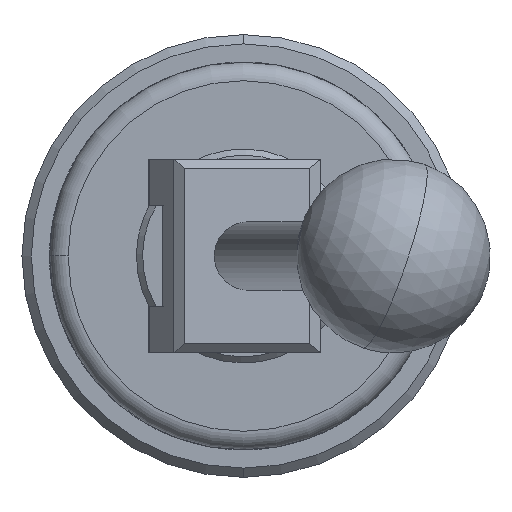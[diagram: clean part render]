
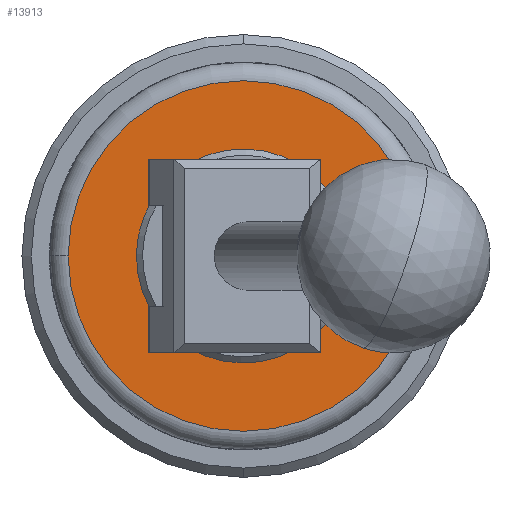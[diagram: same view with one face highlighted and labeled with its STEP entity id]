
A CAD part, front view. The second image highlights one B-rep face of the part: STEP entity #13913.
In plain terms, the highlighted planar face has unit normal (0, -1, 0).
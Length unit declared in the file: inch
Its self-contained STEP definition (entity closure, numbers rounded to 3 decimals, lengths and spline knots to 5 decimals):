
#121 = DIRECTION ( 'NONE',  ( 1., 0., 0. ) ) ;
#578 = ORIENTED_EDGE ( 'NONE', *, *, #886, .T. ) ;
#886 = EDGE_CURVE ( 'NONE', #13103, #11630, #9372, .T. ) ;
#1945 = CIRCLE ( 'NONE', #4950, 0.348 ) ;
#2130 = CARTESIAN_POINT ( 'NONE',  ( 0.348, 0., 0. ) ) ;
#2845 = FACE_OUTER_BOUND ( 'NONE', #9923, .T. ) ;
#3569 = ORIENTED_EDGE ( 'NONE', *, *, #13489, .F. ) ;
#4284 = ORIENTED_EDGE ( 'NONE', *, *, #14354, .F. ) ;
#4838 = EDGE_CURVE ( 'NONE', #11630, #13103, #13769, .T. ) ;
#4867 = FACE_BOUND ( 'NONE', #8758, .T. ) ;
#4950 = AXIS2_PLACEMENT_3D ( 'NONE', #12367, #13298, #11057 ) ;
#5657 = DIRECTION ( 'NONE',  ( 0., -1., 0. ) ) ;
#5824 = DIRECTION ( 'NONE',  ( 0., -1., 0. ) ) ;
#6913 = DIRECTION ( 'NONE',  ( 0., -1., 0. ) ) ;
#6932 = VERTEX_POINT ( 'NONE', #12945 ) ;
#7433 = DIRECTION ( 'NONE',  ( 0., -1., 0. ) ) ;
#7656 = DIRECTION ( 'NONE',  ( 1., 0., 0. ) ) ;
#7782 = CARTESIAN_POINT ( 'NONE',  ( 0., 0., 0. ) ) ;
#8506 = VERTEX_POINT ( 'NONE', #2130 ) ;
#8758 = EDGE_LOOP ( 'NONE', ( #3569, #4284 ) ) ;
#9162 = DIRECTION ( 'NONE',  ( 1., 0., 0. ) ) ;
#9372 = CIRCLE ( 'NONE', #13802, 1.13 ) ;
#9923 = EDGE_LOOP ( 'NONE', ( #578, #10773 ) ) ;
#10616 = CARTESIAN_POINT ( 'NONE',  ( 0., 0., 0. ) ) ;
#10773 = ORIENTED_EDGE ( 'NONE', *, *, #4838, .T. ) ;
#11057 = DIRECTION ( 'NONE',  ( 1., 0., 0. ) ) ;
#11310 = CARTESIAN_POINT ( 'NONE',  ( 0., 0., 0. ) ) ;
#11472 = AXIS2_PLACEMENT_3D ( 'NONE', #11310, #5824, #9162 ) ;
#11630 = VERTEX_POINT ( 'NONE', #12253 ) ;
#11772 = CIRCLE ( 'NONE', #13140, 0.348 ) ;
#12218 = AXIS2_PLACEMENT_3D ( 'NONE', #14154, #7433, #7656 ) ;
#12253 = CARTESIAN_POINT ( 'NONE',  ( -1.13, 0., 0. ) ) ;
#12367 = CARTESIAN_POINT ( 'NONE',  ( 0., 0., 0. ) ) ;
#12894 = CARTESIAN_POINT ( 'NONE',  ( 1.13, 0., 0. ) ) ;
#12945 = CARTESIAN_POINT ( 'NONE',  ( -0.348, 0., 0. ) ) ;
#13103 = VERTEX_POINT ( 'NONE', #12894 ) ;
#13140 = AXIS2_PLACEMENT_3D ( 'NONE', #7782, #5657, #121 ) ;
#13298 = DIRECTION ( 'NONE',  ( 0., -1., 0. ) ) ;
#13489 = EDGE_CURVE ( 'NONE', #8506, #6932, #1945, .T. ) ;
#13769 = CIRCLE ( 'NONE', #11472, 1.13 ) ;
#13802 = AXIS2_PLACEMENT_3D ( 'NONE', #10616, #6913, #14025 ) ;
#13913 = ADVANCED_FACE ( 'NONE', ( #2845, #4867 ), #14000, .T. ) ;
#14000 = PLANE ( 'NONE',  #12218 ) ;
#14025 = DIRECTION ( 'NONE',  ( 1., 0., 0. ) ) ;
#14154 = CARTESIAN_POINT ( 'NONE',  ( 0., 0., -0.348 ) ) ;
#14354 = EDGE_CURVE ( 'NONE', #6932, #8506, #11772, .T. ) ;
